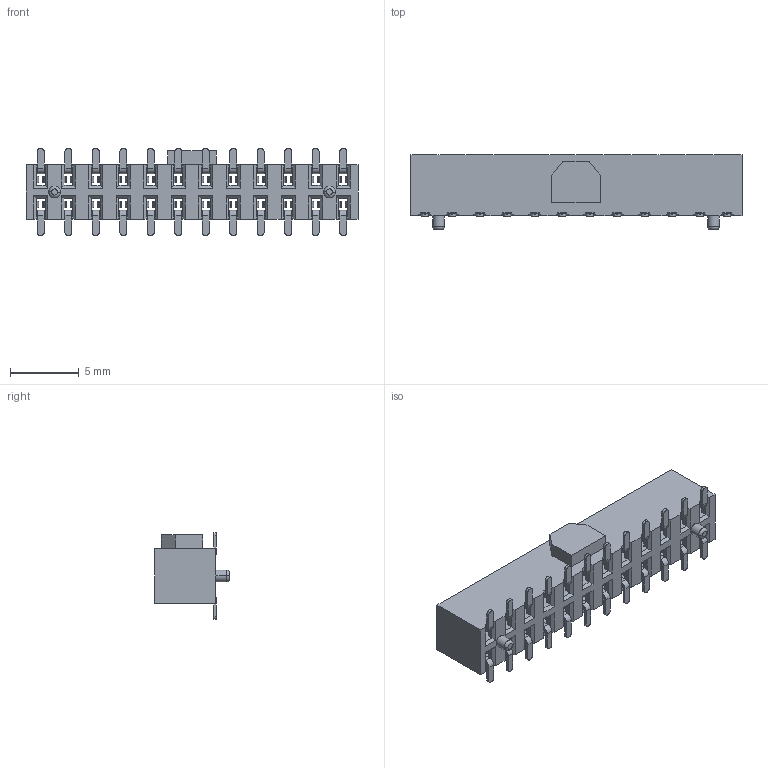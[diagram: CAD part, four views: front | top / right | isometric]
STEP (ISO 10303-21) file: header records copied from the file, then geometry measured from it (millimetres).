
FILE_DESCRIPTION( ('This file contains a STEP AP42 implementation' ,'as created by ZW3D STEP Interface translator.') ,'2;1' );
FILE_NAME( '2245T-2XXMXXDUNX3.stp' ,'23 412.154922', (''), ('ZWCAD Software Co.'), 'Version 1.0', 'ZW3D to STEP translator', '' );
FILE_SCHEMA(('AUTOMOTIVE_DESIGN { 1 0 10303 214 1 1 1 1 }'));
Length unit declared in the file: millimetre
Products named in the file (2): 0; 2245T-220MXXDUNX3
Bounding box: 24.15 x 5.45 x 6.3 mm (x, y, z)
Volume: 316.6 mm3; surface area: 1196.4 mm2
Topology: 1 solids, 1 shells, 2187 faces, 6470 edges, 4168 vertices
Faces by surface type: plane 1383, cylinder 600, bspline 204
Entity records: 101402 total; most frequent: CARTESIAN_POINT 54480, ORIENTED_EDGE 12940, EDGE_CURVE 6470, B_SPLINE_CURVE_WITH_KNOTS 6422, VERTEX_POINT 4168, DIRECTION 4016, EDGE_LOOP 2214, FACE_OUTER_BOUND 2187
